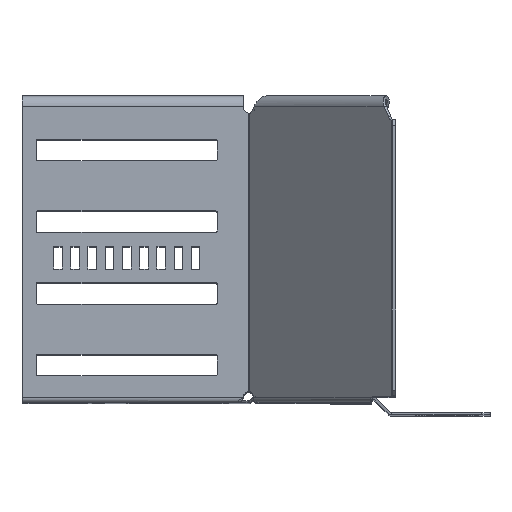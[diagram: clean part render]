
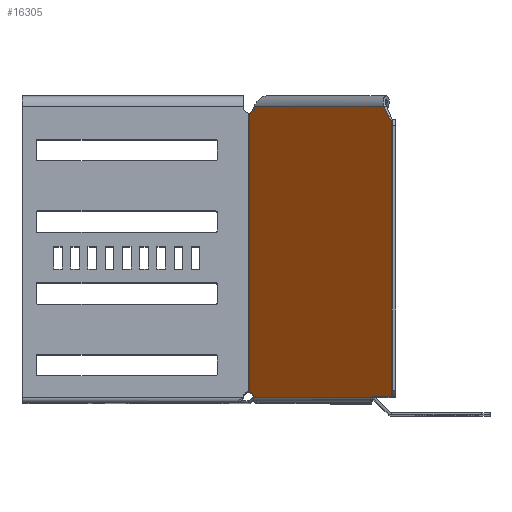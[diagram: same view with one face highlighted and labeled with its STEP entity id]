
A CAD part, top view. The second image highlights one B-rep face of the part: STEP entity #16305.
In plain terms, the highlighted face is planar.
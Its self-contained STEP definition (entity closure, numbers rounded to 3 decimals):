
#18 = LINE ( 'NONE', #8264, #18552 ) ;
#76 = EDGE_LOOP ( 'NONE', ( #3310, #16701, #17661, #19720, #12793, #3535, #21105, #7026, #21721, #15464, #16442 ) ) ;
#164 = VERTEX_POINT ( 'NONE', #20036 ) ;
#675 = CARTESIAN_POINT ( 'NONE',  ( -146.02, 103.25, -6.75 ) ) ;
#1248 = LINE ( 'NONE', #11096, #17740 ) ;
#1424 = CARTESIAN_POINT ( 'NONE',  ( -81.299, 102.125, -6.75 ) ) ;
#1776 = DIRECTION ( 'NONE',  ( 1., 0., 0. ) ) ;
#3098 = VECTOR ( 'NONE', #23870, 1000. ) ;
#3151 = DIRECTION ( 'NONE',  ( 0., 1., 0. ) ) ;
#3186 = DIRECTION ( 'NONE',  ( 0., 1., 0. ) ) ;
#3310 = ORIENTED_EDGE ( 'NONE', *, *, #24931, .F. ) ;
#3535 = ORIENTED_EDGE ( 'NONE', *, *, #9129, .T. ) ;
#3973 = CARTESIAN_POINT ( 'NONE',  ( -139.676, 1.75, -6.75 ) ) ;
#4054 = DIRECTION ( 'NONE',  ( 0., 1., 0. ) ) ;
#4238 = CIRCLE ( 'NONE', #26636, 2.25 ) ;
#5336 = DIRECTION ( 'NONE',  ( 0., 0., -1. ) ) ;
#5598 = AXIS2_PLACEMENT_3D ( 'NONE', #23932, #5336, #7631 ) ;
#5971 = VERTEX_POINT ( 'NONE', #21094 ) ;
#6273 = VECTOR ( 'NONE', #9492, 1000. ) ;
#6617 = FACE_OUTER_BOUND ( 'NONE', #76, .T. ) ;
#6674 = VERTEX_POINT ( 'NONE', #15043 ) ;
#7026 = ORIENTED_EDGE ( 'NONE', *, *, #19856, .F. ) ;
#7100 = CARTESIAN_POINT ( 'NONE',  ( -81.6, 1.75, -6.75 ) ) ;
#7352 = LINE ( 'NONE', #23657, #6273 ) ;
#7614 = EDGE_CURVE ( 'NONE', #5971, #23412, #16755, .T. ) ;
#7631 = DIRECTION ( 'NONE',  ( 0., 1., 0. ) ) ;
#8175 = EDGE_CURVE ( 'NONE', #22276, #23817, #17231, .T. ) ;
#8192 = EDGE_CURVE ( 'NONE', #17423, #6674, #12903, .T. ) ;
#8264 = CARTESIAN_POINT ( 'NONE',  ( -206.54, 2.25, -6.75 ) ) ;
#8372 = CARTESIAN_POINT ( 'NONE',  ( -141.09, 0., -6.75 ) ) ;
#8636 = VERTEX_POINT ( 'NONE', #675 ) ;
#9129 = EDGE_CURVE ( 'NONE', #164, #23817, #15444, .T. ) ;
#9492 = DIRECTION ( 'NONE',  ( -0.5, -0.866, 0. ) ) ;
#10073 = EDGE_CURVE ( 'NONE', #12241, #26170, #4238, .T. ) ;
#10630 = CARTESIAN_POINT ( 'NONE',  ( -148.141, 99.575, -6.75 ) ) ;
#10993 = VECTOR ( 'NONE', #25723, 1000. ) ;
#11036 = DIRECTION ( 'NONE',  ( 0., 0., -1. ) ) ;
#11096 = CARTESIAN_POINT ( 'NONE',  ( -79.72, 0., -6.75 ) ) ;
#12241 = VERTEX_POINT ( 'NONE', #12287 ) ;
#12287 = CARTESIAN_POINT ( 'NONE',  ( -141.09, 2.25, -6.75 ) ) ;
#12415 = CARTESIAN_POINT ( 'NONE',  ( -206.54, 0., -6.75 ) ) ;
#12793 = ORIENTED_EDGE ( 'NONE', *, *, #24225, .F. ) ;
#12903 = CIRCLE ( 'NONE', #16366, 2.25 ) ;
#13320 = CARTESIAN_POINT ( 'NONE',  ( -81.299, 102.125, -6.75 ) ) ;
#13552 = VECTOR ( 'NONE', #1776, 1000. ) ;
#14155 = LINE ( 'NONE', #24408, #3098 ) ;
#14396 = CARTESIAN_POINT ( 'NONE',  ( -81.948, 103.25, -6.75 ) ) ;
#14818 = DIRECTION ( 'NONE',  ( 0., 1., 0. ) ) ;
#15043 = CARTESIAN_POINT ( 'NONE',  ( -79.72, 3.969, -6.75 ) ) ;
#15444 = LINE ( 'NONE', #23693, #22453 ) ;
#15464 = ORIENTED_EDGE ( 'NONE', *, *, #15821, .F. ) ;
#15821 = EDGE_CURVE ( 'NONE', #23412, #16556, #25859, .T. ) ;
#16305 = ADVANCED_FACE ( 'NONE', ( #6617 ), #20537, .F. ) ;
#16366 = AXIS2_PLACEMENT_3D ( 'NONE', #21672, #22320, #20710 ) ;
#16442 = ORIENTED_EDGE ( 'NONE', *, *, #7614, .F. ) ;
#16477 = DIRECTION ( 'NONE',  ( 1., 0., 0. ) ) ;
#16556 = VERTEX_POINT ( 'NONE', #14396 ) ;
#16701 = ORIENTED_EDGE ( 'NONE', *, *, #8192, .F. ) ;
#16755 = CIRCLE ( 'NONE', #23658, 2.25 ) ;
#17231 = CIRCLE ( 'NONE', #5598, 2.25 ) ;
#17423 = VERTEX_POINT ( 'NONE', #7100 ) ;
#17661 = ORIENTED_EDGE ( 'NONE', *, *, #19044, .F. ) ;
#17740 = VECTOR ( 'NONE', #3151, 1000. ) ;
#18552 = VECTOR ( 'NONE', #16477, 1000. ) ;
#18654 = DIRECTION ( 'NONE',  ( 0., 0., 1. ) ) ;
#18809 = AXIS2_PLACEMENT_3D ( 'NONE', #12415, #18654, #14818 ) ;
#19044 = EDGE_CURVE ( 'NONE', #26170, #17423, #24439, .T. ) ;
#19720 = ORIENTED_EDGE ( 'NONE', *, *, #10073, .F. ) ;
#19856 = EDGE_CURVE ( 'NONE', #8636, #22276, #7352, .T. ) ;
#20036 = CARTESIAN_POINT ( 'NONE',  ( -149.72, 2.25, -6.75 ) ) ;
#20160 = CARTESIAN_POINT ( 'NONE',  ( -206.54, 1.75, -6.75 ) ) ;
#20537 = PLANE ( 'NONE',  #18809 ) ;
#20710 = DIRECTION ( 'NONE',  ( 0., 1., 0. ) ) ;
#20908 = DIRECTION ( 'NONE',  ( 0., 0., -1. ) ) ;
#21056 = DIRECTION ( 'NONE',  ( 0., 1., 0. ) ) ;
#21094 = CARTESIAN_POINT ( 'NONE',  ( -79.72, 101.031, -6.75 ) ) ;
#21105 = ORIENTED_EDGE ( 'NONE', *, *, #8175, .F. ) ;
#21672 = CARTESIAN_POINT ( 'NONE',  ( -79.35, 1.75, -6.75 ) ) ;
#21721 = ORIENTED_EDGE ( 'NONE', *, *, #25454, .T. ) ;
#22276 = VERTEX_POINT ( 'NONE', #10630 ) ;
#22320 = DIRECTION ( 'NONE',  ( 0., 0., -1. ) ) ;
#22453 = VECTOR ( 'NONE', #3186, 1000. ) ;
#23412 = VERTEX_POINT ( 'NONE', #13320 ) ;
#23657 = CARTESIAN_POINT ( 'NONE',  ( -137.139, 118.632, -6.75 ) ) ;
#23658 = AXIS2_PLACEMENT_3D ( 'NONE', #24802, #20908, #4054 ) ;
#23693 = CARTESIAN_POINT ( 'NONE',  ( -149.72, 0., -6.75 ) ) ;
#23817 = VERTEX_POINT ( 'NONE', #24332 ) ;
#23870 = DIRECTION ( 'NONE',  ( 1., 0., 0. ) ) ;
#23932 = CARTESIAN_POINT ( 'NONE',  ( -150.09, 100.7, -6.75 ) ) ;
#24225 = EDGE_CURVE ( 'NONE', #164, #12241, #18, .T. ) ;
#24332 = CARTESIAN_POINT ( 'NONE',  ( -149.72, 98.481, -6.75 ) ) ;
#24408 = CARTESIAN_POINT ( 'NONE',  ( -206.54, 103.25, -6.75 ) ) ;
#24439 = LINE ( 'NONE', #20160, #13552 ) ;
#24802 = CARTESIAN_POINT ( 'NONE',  ( -79.35, 103.25, -6.75 ) ) ;
#24931 = EDGE_CURVE ( 'NONE', #6674, #5971, #1248, .T. ) ;
#25454 = EDGE_CURVE ( 'NONE', #8636, #16556, #14155, .T. ) ;
#25723 = DIRECTION ( 'NONE',  ( -0.5, 0.866, 0. ) ) ;
#25859 = LINE ( 'NONE', #1424, #10993 ) ;
#26170 = VERTEX_POINT ( 'NONE', #3973 ) ;
#26636 = AXIS2_PLACEMENT_3D ( 'NONE', #8372, #11036, #21056 ) ;
